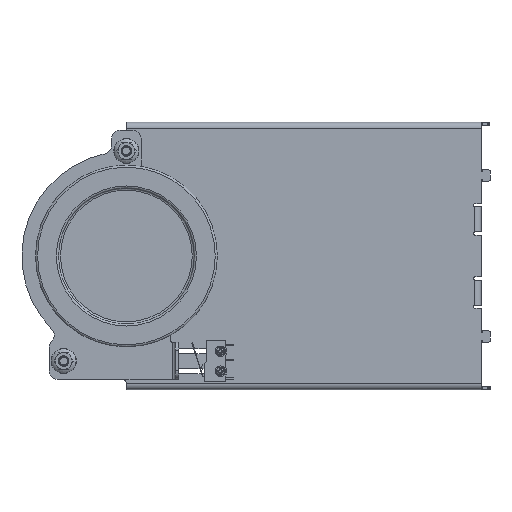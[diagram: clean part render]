
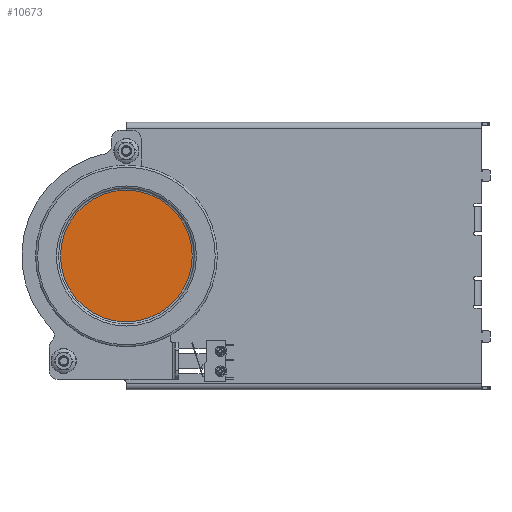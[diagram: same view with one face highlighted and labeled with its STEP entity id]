
A CAD part, left-side view. The second image highlights one B-rep face of the part: STEP entity #10673.
In plain terms, the highlighted face is planar.
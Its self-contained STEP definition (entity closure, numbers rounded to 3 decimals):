
#663=PLANE('',#11445);
#2895=FACE_OUTER_BOUND('',#3510,.T.);
#3510=EDGE_LOOP('',(#7419,#7420));
#4189=CIRCLE('',#11443,31.5);
#4190=CIRCLE('',#11444,31.5);
#4631=VERTEX_POINT('',#15556);
#4632=VERTEX_POINT('',#15558);
#5722=EDGE_CURVE('',#4632,#4631,#4189,.T.);
#5723=EDGE_CURVE('',#4631,#4632,#4190,.T.);
#7419=ORIENTED_EDGE('',*,*,#5722,.T.);
#7420=ORIENTED_EDGE('',*,*,#5723,.T.);
#10673=ADVANCED_FACE('',(#2895),#663,.T.);
#11443=AXIS2_PLACEMENT_3D('',#15559,#12582,#12583);
#11444=AXIS2_PLACEMENT_3D('',#15560,#12584,#12585);
#11445=AXIS2_PLACEMENT_3D('',#15561,#12586,#12587);
#12582=DIRECTION('center_axis',(0.,0.,1.));
#12583=DIRECTION('ref_axis',(1.,0.,0.));
#12584=DIRECTION('center_axis',(0.,0.,1.));
#12585=DIRECTION('ref_axis',(1.,0.,0.));
#12586=DIRECTION('center_axis',(0.,0.,1.));
#12587=DIRECTION('ref_axis',(1.,0.,0.));
#15556=CARTESIAN_POINT('',(-31.5,0.,0.5));
#15558=CARTESIAN_POINT('',(31.5,0.,0.5));
#15559=CARTESIAN_POINT('Origin',(0.,0.,0.5));
#15560=CARTESIAN_POINT('Origin',(0.,0.,0.5));
#15561=CARTESIAN_POINT('Origin',(0.,0.,0.5));
